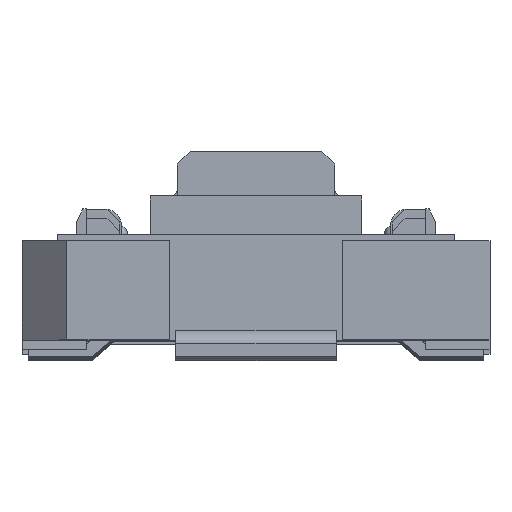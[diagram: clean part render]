
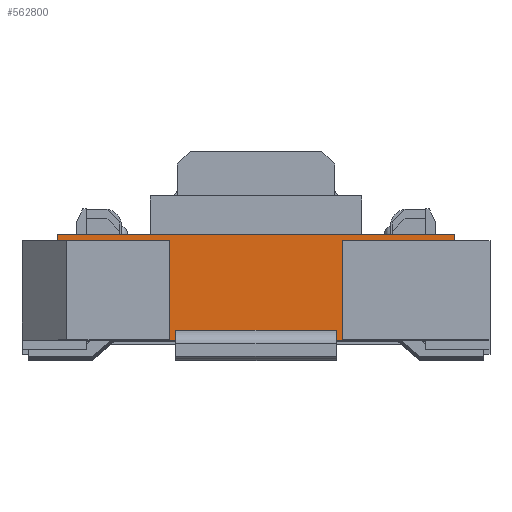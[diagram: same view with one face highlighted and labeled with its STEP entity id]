
A CAD part, top view. The second image highlights one B-rep face of the part: STEP entity #562800.
In plain terms, the highlighted planar face has unit normal (0, 0, 1).
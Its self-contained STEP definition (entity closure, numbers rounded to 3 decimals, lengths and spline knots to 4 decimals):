
#164330=CARTESIAN_POINT('',(-3.6012,0.9176,
33.6482));
#164340=VERTEX_POINT('',#164330);
#164370=CARTESIAN_POINT('',(-3.6012,1.349,
33.6482));
#164380=DIRECTION('',(0.,-1.,0.));
#164390=VECTOR('',#164380,1.);
#164400=LINE('',#164370,#164390);
#164410=CARTESIAN_POINT('',(-3.6012,-0.6324,
33.6482));
#164420=VERTEX_POINT('',#164410);
#164430=EDGE_CURVE('',#164340,#164420,#164400,.T.);
#518350=CARTESIAN_POINT('',(-5.3512,0.9176,
33.6482));
#518360=VERTEX_POINT('',#518350);
#518410=CARTESIAN_POINT('',(-2.6569,0.9176,
33.6482));
#518420=DIRECTION('',(-1.,0.,0.));
#518430=VECTOR('',#518420,1.);
#518440=LINE('',#518410,#518430);
#518450=EDGE_CURVE('',#164340,#518360,#518440,.T.);
#520980=CARTESIAN_POINT('',(-2.6569,-0.6324,
33.6482));
#520990=DIRECTION('',(-1.,0.,0.));
#521000=VECTOR('',#520990,1.);
#521010=LINE('',#520980,#521000);
#521020=CARTESIAN_POINT('',(-3.5012,-0.6324,
33.6482));
#521030=VERTEX_POINT('',#521020);
#521040=EDGE_CURVE('',#521030,#164420,#521010,.T.);
#521260=CARTESIAN_POINT('',(-1.0012,-0.6324,
33.6482));
#521270=VERTEX_POINT('',#521260);
#521300=CARTESIAN_POINT('',(-0.9012,-0.6324,
33.6482));
#521310=VERTEX_POINT('',#521300);
#521320=EDGE_CURVE('',#521310,#521270,#521010,.T.);
#558240=CARTESIAN_POINT('',(-5.3512,1.0176,
33.6482));
#558250=VERTEX_POINT('',#558240);
#558810=CARTESIAN_POINT('',(0.8488,1.0176,
33.6482));
#558820=VERTEX_POINT('',#558810);
#558850=CARTESIAN_POINT('',(-2.6569,1.0176,
33.6482));
#558860=DIRECTION('',(1.,0.,-0.));
#558870=VECTOR('',#558860,1.);
#558880=LINE('',#558850,#558870);
#558890=EDGE_CURVE('',#558250,#558820,#558880,.T.);
#559750=CARTESIAN_POINT('',(0.8488,0.9176,
33.6482));
#559760=VERTEX_POINT('',#559750);
#559790=CARTESIAN_POINT('',(0.8488,1.349,
33.6482));
#559800=DIRECTION('',(0.,-1.,0.));
#559810=VECTOR('',#559800,1.);
#559820=LINE('',#559790,#559810);
#559830=EDGE_CURVE('',#558820,#559760,#559820,.T.);
#561660=CARTESIAN_POINT('',(-5.3512,1.349,
33.6482));
#561670=DIRECTION('',(0.,-1.,0.));
#561680=VECTOR('',#561670,1.);
#561690=LINE('',#561660,#561680);
#561700=EDGE_CURVE('',#558250,#518360,#561690,.T.);
#562220=CARTESIAN_POINT('',(-0.9012,1.349,
33.6482));
#562230=DIRECTION('',(0.,-1.,0.));
#562240=VECTOR('',#562230,1.);
#562250=LINE('',#562220,#562240);
#562260=CARTESIAN_POINT('',(-0.9012,0.9176,
33.6482));
#562270=VERTEX_POINT('',#562260);
#562280=EDGE_CURVE('',#562270,#521310,#562250,.T.);
#562410=CARTESIAN_POINT('',(-3.5012,0.5176,
33.6482));
#562420=DIRECTION('',(0.,0.,1.));
#562430=DIRECTION('',(-1.,0.,0.));
#562440=AXIS2_PLACEMENT_3D('',#562410,#562420,#562430);
#562450=PLANE('',#562440);
#562460=ORIENTED_EDGE('',*,*,#562280,.F.);
#562470=ORIENTED_EDGE('',*,*,#521320,.F.);
#562480=CARTESIAN_POINT('',(-1.0012,1.349,
33.6482));
#562490=DIRECTION('',(0.,-1.,0.));
#562500=VECTOR('',#562490,1.);
#562510=LINE('',#562480,#562500);
#562520=CARTESIAN_POINT('',(-1.0012,-0.4824,
33.6482));
#562530=VERTEX_POINT('',#562520);
#562540=EDGE_CURVE('',#562530,#521270,#562510,.T.);
#562550=ORIENTED_EDGE('',*,*,#562540,.T.);
#562560=CARTESIAN_POINT('',(-3.5012,-0.4824,
33.6482));
#562570=DIRECTION('',(-1.,0.,0.));
#562580=VECTOR('',#562570,1.);
#562590=LINE('',#562560,#562580);
#562600=CARTESIAN_POINT('',(-3.5012,-0.4824,
33.6482));
#562610=VERTEX_POINT('',#562600);
#562620=EDGE_CURVE('',#562530,#562610,#562590,.T.);
#562630=ORIENTED_EDGE('',*,*,#562620,.F.);
#562640=CARTESIAN_POINT('',(-3.5012,1.349,
33.6482));
#562650=DIRECTION('',(0.,1.,0.));
#562660=VECTOR('',#562650,1.);
#562670=LINE('',#562640,#562660);
#562680=EDGE_CURVE('',#521030,#562610,#562670,.T.);
#562690=ORIENTED_EDGE('',*,*,#562680,.T.);
#562700=ORIENTED_EDGE('',*,*,#521040,.F.);
#562710=ORIENTED_EDGE('',*,*,#164430,.T.);
#562720=ORIENTED_EDGE('',*,*,#518450,.F.);
#562730=ORIENTED_EDGE('',*,*,#561700,.T.);
#562740=ORIENTED_EDGE('',*,*,#558890,.F.);
#562750=ORIENTED_EDGE('',*,*,#559830,.F.);
#562760=EDGE_CURVE('',#559760,#562270,#518440,.T.);
#562770=ORIENTED_EDGE('',*,*,#562760,.F.);
#562780=EDGE_LOOP('',(#562770,#562750,#562740,#562730,#562720,#562710,
#562700,#562690,#562630,#562550,#562470,#562460));
#562790=FACE_OUTER_BOUND('',#562780,.T.);
#562800=ADVANCED_FACE('',(#562790),#562450,.T.);
